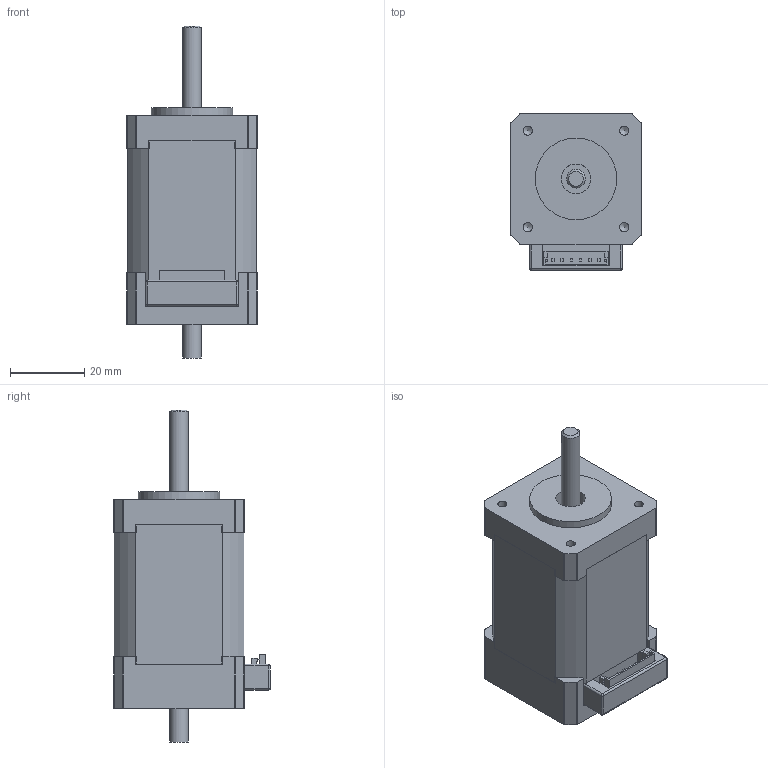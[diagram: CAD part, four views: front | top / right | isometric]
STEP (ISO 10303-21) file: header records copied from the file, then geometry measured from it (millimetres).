
FILE_DESCRIPTION((''),'2;1');
FILE_NAME('SC3518L1204_B.stp','2015-05-19T12:36:08',('schneid_a'),(''),'Autodesk Inventor 2010','Autodesk Inventor 2010','');
FILE_SCHEMA(('AUTOMOTIVE_DESIGN { 1 0 10303 214 1 1 1 1 }'));
Length unit declared in the file: millimetre
Products named in the file (1): SC3518L1204_B
Bounding box: 35.2 x 42.2 x 89.5 mm (x, y, z)
Surface area: 12766.3 mm2 (no closed solid volume)
Topology: 0 solids, 17 shells, 214 faces, 758 edges, 525 vertices
Faces by surface type: plane 124, cylinder 33, cone 33, bspline 16, sphere 8
Full cylindrical faces by diameter (mm): 5 x2, 7 x1, 8 x1, 22 x1
Entity records: 8227 total; most frequent: CARTESIAN_POINT 1888, DIRECTION 1263, ORIENTED_EDGE 1152, EDGE_CURVE 712, VERTEX_POINT 509, AXIS2_PLACEMENT_3D 428, VECTOR 407, LINE 407
